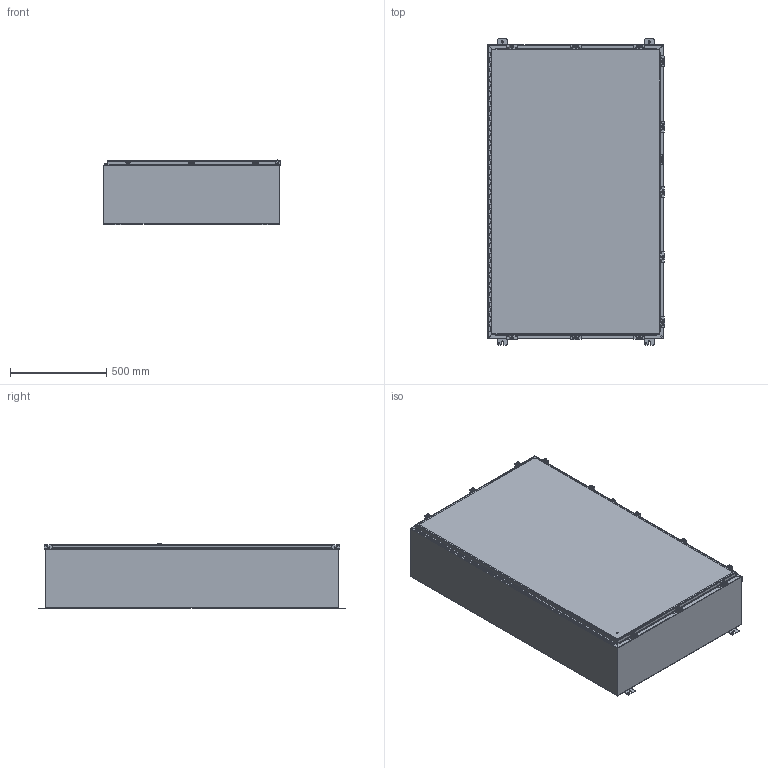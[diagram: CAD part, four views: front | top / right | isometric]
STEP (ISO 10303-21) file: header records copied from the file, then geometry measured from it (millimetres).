
FILE_DESCRIPTION(/* description */ ('60X36X12 SSN4_A LRS'),/* implementation_level */ '2;1');
FILE_NAME(/* name */ 'SSN4603612A.stp',/* time_stamp */ '2016-11-07T21:57:19+05:00',/* author */ ('vdas'),/* organization */ (''),/* preprocessor_version */ 'ST-DEVELOPER v16.1',/* originating_system */ 'Autodesk Inventor 2016',/* authorisation */ '');
FILE_SCHEMA (('AUTOMOTIVE_DESIGN { 1 0 10303 214 3 1 1 }'));
Length unit declared in the file: inch
Products named in the file (20): SSN4603612ALRS; 34839; 38415; SSN4603612ABTB; 38846; 3298; 58x34; SSN46036ALID; 32874-60T; 32874-60L; 32874-60P; 32874-60; 38859; HFW30828 & HFW30829 CLAMP; HFW30828 & HFW30829 SCREW; HFW30828 & HFW30829 WASHER; 30818; HFW30828 & HFW30829 SPRING; HFW30828; SSN4603612A
Assembly tree (50 placements, depth 3):
  SSN4603612A
    SSN4603612ALRS  x2
    34839  x4
    38415
    SSN4603612ABTB
    38846
    3298
    58x34
    SSN46036ALID
    32874-60
      32874-60T
      32874-60L
      32874-60P
    38859  x8
    HFW30828  x11
      HFW30828 & HFW30829 CLAMP
      HFW30828 & HFW30829 SCREW
      HFW30828 & HFW30829 WASHER
      HFW30828 & HFW30829 SPRING
    30818  x11
Bounding box: 917.84 x 1587.5 x 339.22 mm (x, y, z)
Volume: 9105957.5 mm3; surface area: 9545498.7 mm2
Topology: 67 solids, 243 shells, 2436 faces, 6504 edges, 4471 vertices
Faces by surface type: plane 1272, cylinder 689, bspline 294, cone 120, torus 61
Full cylindrical faces by diameter (mm): 2.794 x44, 3.048 x1, 3.967 x1, 5.359 x11, 6.35 x1, 7.163 x11, 7.95 x4, 8.382 x16, 8.56 x1, 8.89 x11, 11.125 x4, 12.7 x1, 13.208 x11, 15.875 x19
Entity records: 36884 total; most frequent: CARTESIAN_POINT 10760, ORIENTED_EDGE 5200, DIRECTION 5137, EDGE_CURVE 2630, LINE 1847, VECTOR 1847, VERTEX_POINT 1748, AXIS2_PLACEMENT_3D 1645
